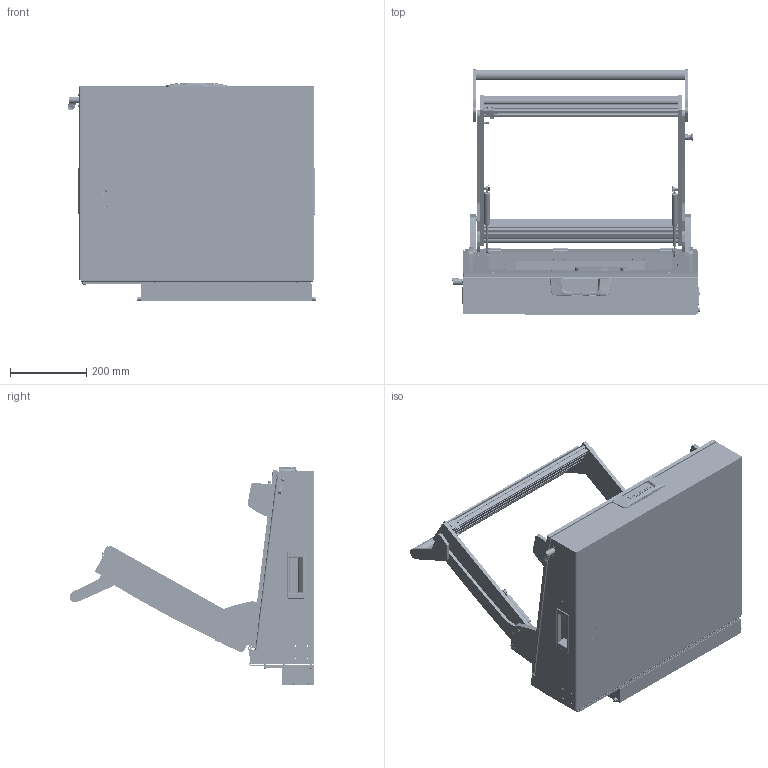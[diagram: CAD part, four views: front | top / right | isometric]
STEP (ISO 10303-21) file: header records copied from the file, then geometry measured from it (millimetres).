
FILE_DESCRIPTION (( 'STEP AP214' ), '1' );
FILE_NAME ('INGUN_35904_open.STEP', '2021-03-02T10:02:59', ( '' ), ( '' ), 'SwSTEP 2.0', 'SolidWorks 2018', '' );
FILE_SCHEMA (( 'AUTOMOTIVE_DESIGN' ));
Length unit declared in the file: millimetre
Products named in the file (112): 37972~6_S; DIN7991~n_M05,0x025; 53032~0_S; DIN6325~n_02,0m6x020; 37790~9_KUNDE offen<S>; DIN912~n_M04,0x020; 17651~0_M 4 B; 37971~8_S; 49317~0; 30915~0; 47523~0_S; 32578~1_S; DIN125~n_06,4 M06,0 Fase; 21332_01~0; 109935~0_KUNDE<S>; 37968~2_S; 40512~7_KUNDE<S>; 37506~3_S; ISO7380~n_M04,0x010; 39894~2_KUNDE<S>; DIN6325~n_03,0m6x010; 30758_02~0_S; 55712~0_KUNDE<S>; ISO7380~n_M05,0x008; 53031~0_S; K_02037~0; 21332_02~0; 57801~2_S; ISO7380~n_M04,0x020; 31788~1_flex <Standard>; 2281~0; 22745~1_S; 35651~1_S; K_02037~0_Standard ohne Dyn Punkt<Standard>; 32724~1; 39893~3_KUNDE<S>; DIN6325~n_04,0m6x016; 38001~12; 35097~0; 35151~0_S ...
Assembly tree (252 placements, depth 6):
  INGUN_35904_open
    32500~3_KUNDE offen ohne RW und GF<S>
      32504~6_ohne RW und KF <S>
        32333~12
        21332~0_MA 2112<Standard>
          21332_02~0
          21332_01~0
        20902~0
        30758~0_S  x2
          30758_01~0_S
          30758_02~0_S
        53032~0_S
        32171~0_S
        32462~0_S
        29805~4_geschlossen<S>
          110322~4_S
          110705~1_S
          30984~0_S
          110231~1_S
          110443~0_S
          30112~0
          ISO7380~n_M05,0x030
          ISO7380~n_M04,0x008  x2
          DIN914~n_M04,0x05
        35334~0_S
        ISO7380~n_M04,0x012  x4
        DIN7991~n_M05,0x012  x2
        DIN7991~n_M05,0x016
        DIN985-A2~n_M05,0  x3
        8804~0
        DIN125~n_05,3 M05,0 Fase  x2
      37790~9_KUNDE offen<S>
        109771~0_offen<S>
          38001~12
          37968~2_S
          37971~8_S
          37972~6_S
          2281~0_180ø<Standard>  x3
            2281~0
          37188~1_S  x3
          53031~0_S
          35649~1_S
          35651~1_S
          31253~0_S
          30955~0_S
          30915~0
          ASR~-a-s-r_拱04,2x07x拌8  x2
          2528~0  x2
          31109~0
          37973~3_S
          38827~0_S
          31666~1_S
          48727~1_S
            48726~2_S
            DIN6325~n_04,0m6x012
            48565~1_S
            DIN912~n_M04,0x020  x2
            DIN125~n_06,4 M06,0 Fase
            DIN125~n_04,3 M04,0  x2
            49317~0
Bounding box: 649.49 x 641.76 x 572.35 mm (x, y, z)
Volume: 6564349.8 mm3; surface area: 3586952.7 mm2
Topology: 263 solids, 271 shells, 7183 faces, 17872 edges, 11387 vertices
Faces by surface type: cylinder 3037, plane 2597, cone 1016, bspline 330, torus 103, sphere 100
Entity records: 160264 total; most frequent: CARTESIAN_POINT 40214, DIRECTION 23633, ORIENTED_EDGE 22064, EDGE_CURVE 11032, AXIS2_PLACEMENT_3D 8940, VERTEX_POINT 7134, VECTOR 5753, LINE 5753
